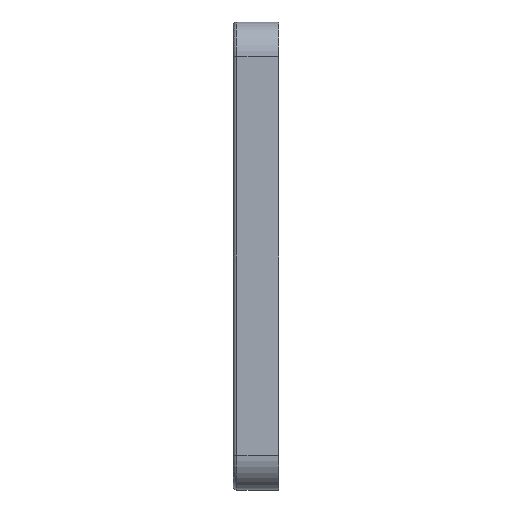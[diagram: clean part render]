
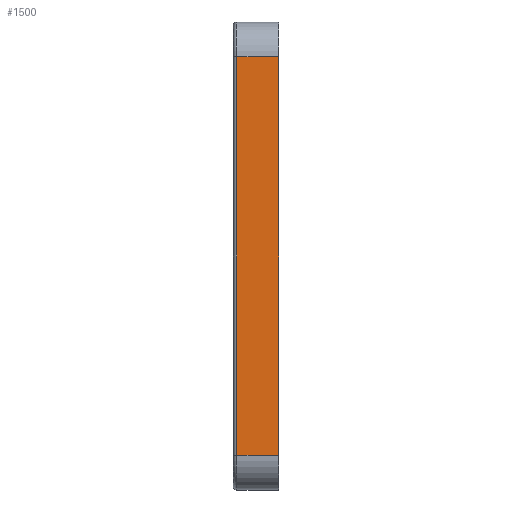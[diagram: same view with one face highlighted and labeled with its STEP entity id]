
A CAD part, left-side view. The second image highlights one B-rep face of the part: STEP entity #1500.
In plain terms, the highlighted planar face has unit normal (-1, 0, 0).
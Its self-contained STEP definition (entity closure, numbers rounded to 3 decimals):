
#106 = LINE ( 'NONE', #1686, #461 ) ;
#146 = ORIENTED_EDGE ( 'NONE', *, *, #1210, .T. ) ;
#188 = VERTEX_POINT ( 'NONE', #214 ) ;
#214 = CARTESIAN_POINT ( 'NONE',  ( -67.5, 12.1, 57.5 ) ) ;
#236 = DIRECTION ( 'NONE',  ( 0., 0., -1. ) ) ;
#461 = VECTOR ( 'NONE', #1884, 1000. ) ;
#535 = VERTEX_POINT ( 'NONE', #2171 ) ;
#565 = CARTESIAN_POINT ( 'NONE',  ( -67.5, 13.1, -57.5 ) ) ;
#633 = DIRECTION ( 'NONE',  ( 1., 0., 0. ) ) ;
#763 = LINE ( 'NONE', #863, #2368 ) ;
#765 = DIRECTION ( 'NONE',  ( 0., -1., 0. ) ) ;
#789 = VERTEX_POINT ( 'NONE', #1463 ) ;
#803 = ORIENTED_EDGE ( 'NONE', *, *, #1138, .T. ) ;
#863 = CARTESIAN_POINT ( 'NONE',  ( -67.5, 12.1, 67.5 ) ) ;
#961 = VECTOR ( 'NONE', #1022, 1000. ) ;
#1022 = DIRECTION ( 'NONE',  ( 0., 1., 0. ) ) ;
#1025 = ORIENTED_EDGE ( 'NONE', *, *, #1080, .T. ) ;
#1080 = EDGE_CURVE ( 'NONE', #789, #1140, #1107, .T. ) ;
#1107 = LINE ( 'NONE', #565, #1192 ) ;
#1138 = EDGE_CURVE ( 'NONE', #535, #188, #1415, .T. ) ;
#1140 = VERTEX_POINT ( 'NONE', #2462 ) ;
#1192 = VECTOR ( 'NONE', #765, 1000. ) ;
#1210 = EDGE_CURVE ( 'NONE', #1140, #535, #106, .T. ) ;
#1415 = LINE ( 'NONE', #1609, #961 ) ;
#1446 = EDGE_LOOP ( 'NONE', ( #803, #2203, #1025, #146 ) ) ;
#1463 = CARTESIAN_POINT ( 'NONE',  ( -67.5, 12.1, -57.5 ) ) ;
#1482 = DIRECTION ( 'NONE',  ( 0., 0., -1. ) ) ;
#1500 = ADVANCED_FACE ( 'NONE', ( #1712 ), #2298, .F. ) ;
#1609 = CARTESIAN_POINT ( 'NONE',  ( -67.5, 13.1, 57.5 ) ) ;
#1686 = CARTESIAN_POINT ( 'NONE',  ( -67.5, 0., 67.5 ) ) ;
#1712 = FACE_OUTER_BOUND ( 'NONE', #1446, .T. ) ;
#1795 = EDGE_CURVE ( 'NONE', #188, #789, #763, .T. ) ;
#1821 = CARTESIAN_POINT ( 'NONE',  ( -67.5, 13.1, 67.5 ) ) ;
#1884 = DIRECTION ( 'NONE',  ( 0., 0., 1. ) ) ;
#2171 = CARTESIAN_POINT ( 'NONE',  ( -67.5, 0., 57.5 ) ) ;
#2203 = ORIENTED_EDGE ( 'NONE', *, *, #1795, .T. ) ;
#2298 = PLANE ( 'NONE',  #2648 ) ;
#2368 = VECTOR ( 'NONE', #1482, 1000. ) ;
#2462 = CARTESIAN_POINT ( 'NONE',  ( -67.5, 0., -57.5 ) ) ;
#2648 = AXIS2_PLACEMENT_3D ( 'NONE', #1821, #633, #236 ) ;
